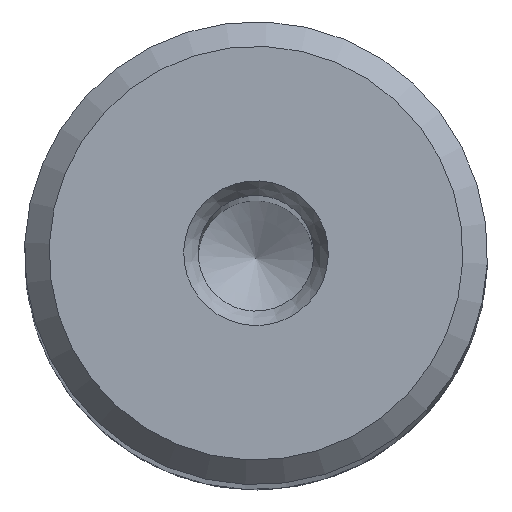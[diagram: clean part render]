
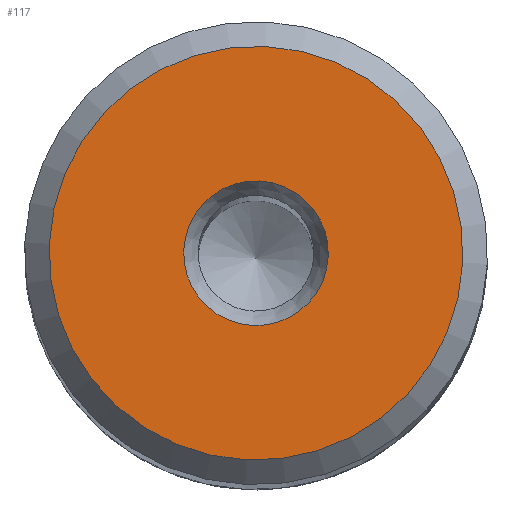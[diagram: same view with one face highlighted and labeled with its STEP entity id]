
A CAD part, top view. The second image highlights one B-rep face of the part: STEP entity #117.
In plain terms, the highlighted planar face has unit normal (0, 0, 1).
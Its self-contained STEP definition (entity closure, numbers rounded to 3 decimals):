
#93=PLANE('',#427);
#117=ADVANCED_FACE('',(#158,#159),#93,.T.);
#158=FACE_BOUND('',#217,.T.);
#159=FACE_BOUND('',#218,.T.);
#217=EDGE_LOOP('',(#275));
#218=EDGE_LOOP('',(#276));
#275=ORIENTED_EDGE('',*,*,#354,.T.);
#276=ORIENTED_EDGE('',*,*,#355,.T.);
#324=VERTEX_POINT('',#604);
#325=VERTEX_POINT('',#606);
#354=EDGE_CURVE('',#324,#324,#383,.T.);
#355=EDGE_CURVE('',#325,#325,#384,.T.);
#383=CIRCLE('',#425,4.999);
#384=CIRCLE('',#426,14.3);
#425=AXIS2_PLACEMENT_3D('',#603,#497,#498);
#426=AXIS2_PLACEMENT_3D('',#605,#499,#500);
#427=AXIS2_PLACEMENT_3D('',#607,#501,#502);
#497=DIRECTION('',(0.,0.,-1.));
#498=DIRECTION('',(-0.795,-0.607,0.));
#499=DIRECTION('',(0.,0.,1.));
#500=DIRECTION('',(-0.795,-0.607,0.));
#501=DIRECTION('',(0.,0.,1.));
#502=DIRECTION('',(-0.795,-0.607,0.));
#603=CARTESIAN_POINT('',(0.,0.,180.));
#604=CARTESIAN_POINT('',(-3.973,-3.033,180.));
#605=CARTESIAN_POINT('',(0.,0.,180.));
#606=CARTESIAN_POINT('',(-11.366,-8.678,180.));
#607=CARTESIAN_POINT('',(0.,0.,180.));
